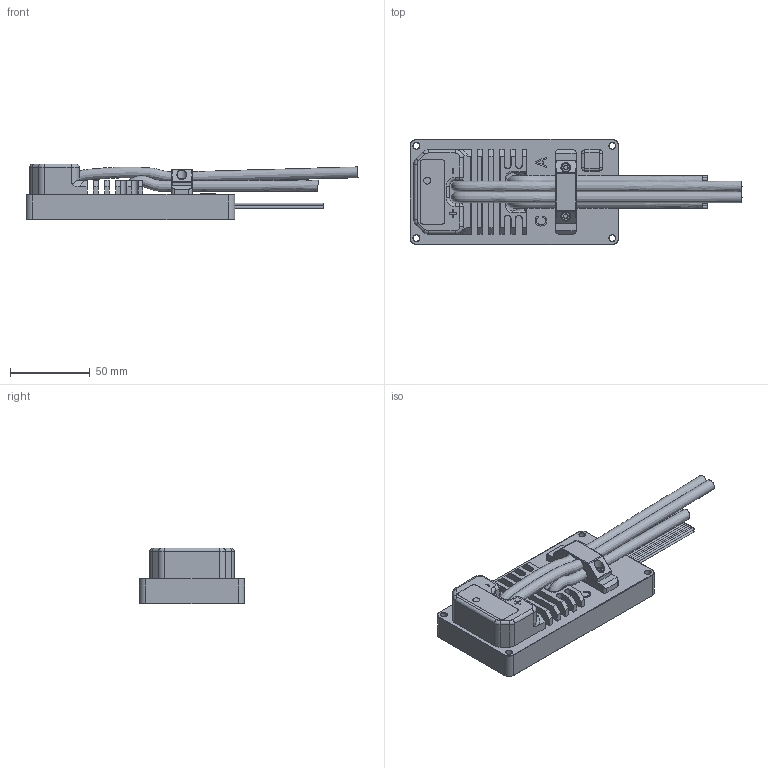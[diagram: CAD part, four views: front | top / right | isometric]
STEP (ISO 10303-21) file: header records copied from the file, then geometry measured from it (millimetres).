
FILE_DESCRIPTION(/* description */ (''),/* implementation_level */ '2;1');
FILE_NAME(/* name */ 'SC_controller_assembly-rev_3.step',/* time_stamp */ '2018-09-05T15:23:53+02:00',/* author */ (''),/* organization */ (''),/* preprocessor_version */ 'ST-DEVELOPER v17.2',/* originating_system */ 'Autodesk Translation Framework v7.6.0.251',/* authorisation */ '');
FILE_SCHEMA (('AUTOMOTIVE_DESIGN { 1 0 10303 214 3 1 1 }'));
Length unit declared in the file: millimetre
Products named in the file (5): SC_controller_assembly-rev_3; SC_public; Phases wires; Battery wires; Signal wires
Assembly tree (4 placements, depth 2):
  SC_controller_assembly-rev_3
    SC_public
    Phases wires
    Battery wires
    Signal wires
Bounding box: 208.6 x 66 x 35.1 mm (x, y, z)
Volume: 211291 mm3; surface area: 59266.5 mm2
Topology: 32 solids, 42 shells, 775 faces, 1729 edges, 1072 vertices
Faces by surface type: plane 349, cylinder 230, cone 100, bspline 60, torus 30, sphere 6
Full cylindrical faces by diameter (mm): 1.3 x26, 2.35 x22, 2.529 x18, 3 x4, 4 x1, 4.1 x4, 4.234 x4, 5.5 x2, 6 x10
Entity records: 29320 total; most frequent: CARTESIAN_POINT 12385, ORIENTED_EDGE 3442, DIRECTION 3441, EDGE_CURVE 1721, AXIS2_PLACEMENT_3D 1292, VERTEX_POINT 1074, LINE 857, VECTOR 857
